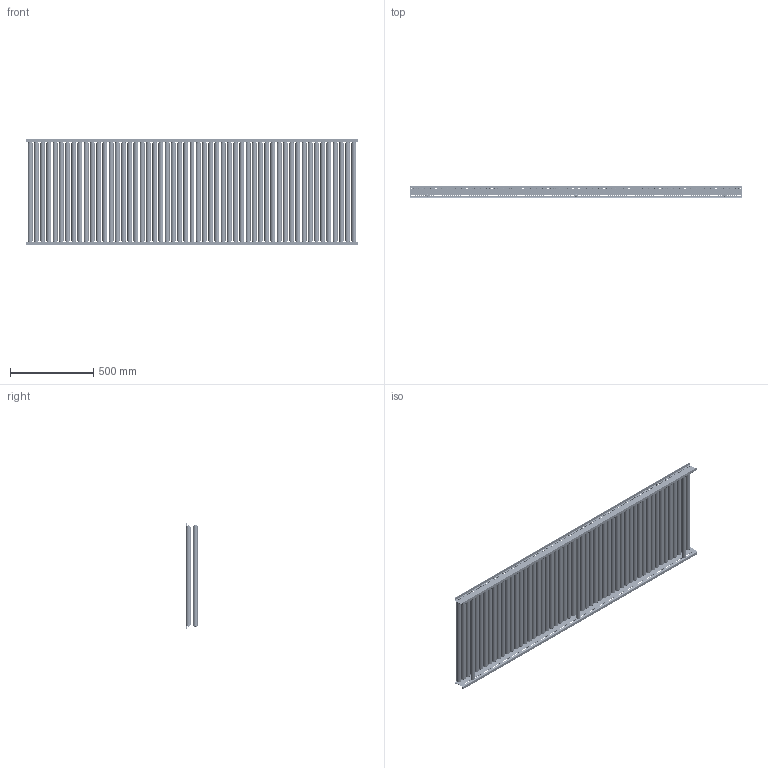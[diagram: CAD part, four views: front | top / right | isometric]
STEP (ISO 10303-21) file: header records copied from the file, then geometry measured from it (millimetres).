
FILE_DESCRIPTION (( 'STEP AP214' ), '1' );
FILE_NAME ('0051436.step', '2021-10-26T13:36:14', ( '' ), ( '' ), 'SwSTEP 2.0', 'SolidWorks 2020', '' );
FILE_SCHEMA (( 'AUTOMOTIVE_DESIGN' ));
Length unit declared in the file: millimetre
Products named in the file (8): Profil_KRB-20x70x20x2_KFG_S100232_U-PROFIL-20-70-20-2-KRB-�30-L=2000; KUT50-30x1,8-KB-A8-FA_KFG_S100902_KUT50-30x1,8-KB-A8-FA-EL=600; 0039778-Achse-ST-Ø08-KFG_AL620-G-FA; 0051436; S100995_TYP-KUT50-30x1,8-A8; Traversen_KFG_L600; S100994_Sperrzahnschraube_M08x16-8.8-A2K; 0017013_Tragrollenrohr-Ø30x1,8KU_KFG_L=580
Assembly tree (68 placements, depth 3):
  0051436
    Profil_KRB-20x70x20x2_KFG_S100232_U-PROFIL-20-70-20-2-KRB-�30-L=2000  x2
    KUT50-30x1,8-KB-A8-FA_KFG_S100902_KUT50-30x1,8-KB-A8-FA-EL=600  x53
      0039778-Achse-ST-Ø08-KFG_AL620-G-FA
      S100995_TYP-KUT50-30x1,8-A8
      0017013_Tragrollenrohr-Ø30x1,8KU_KFG_L=580
    Traversen_KFG_L600  x3
    S100994_Sperrzahnschraube_M08x16-8.8-A2K  x6
Bounding box: 2000 x 72.99 x 640 mm (x, y, z)
Volume: 7615292.1 mm3; surface area: 8000451.5 mm2
Topology: 123 solids, 335 shells, 12584 faces, 34764 edges, 22132 vertices
Faces by surface type: cylinder 4740, plane 3872, torus 2144, cone 1828
Entity records: 32302 total; most frequent: DIRECTION 5801, CARTESIAN_POINT 5336, ORIENTED_EDGE 4869, AXIS2_PLACEMENT_3D 2465, EDGE_CURVE 2459, VERTEX_POINT 1616, CIRCLE 1532, EDGE_LOOP 1515
